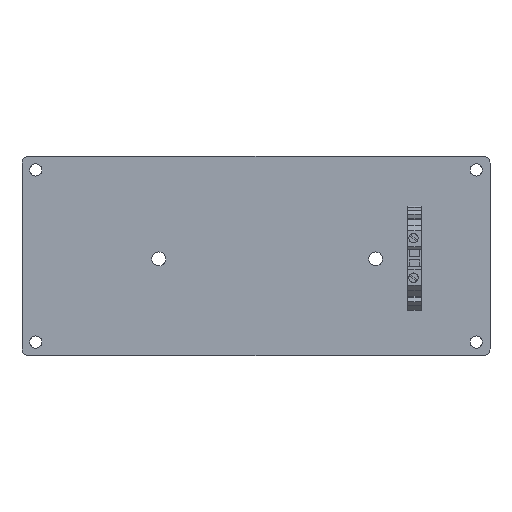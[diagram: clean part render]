
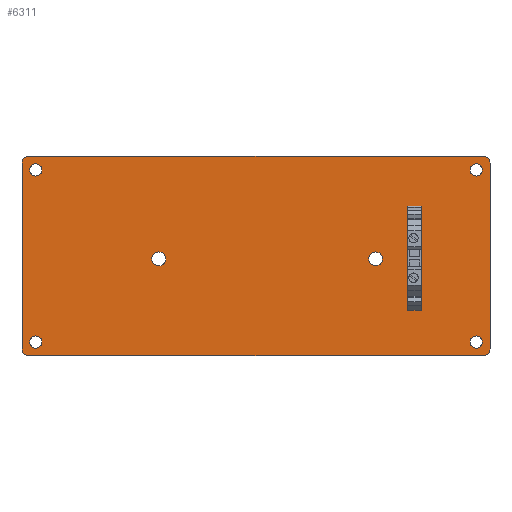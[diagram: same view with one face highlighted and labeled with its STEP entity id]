
A CAD part, top view. The second image highlights one B-rep face of the part: STEP entity #6311.
In plain terms, the highlighted planar face has unit normal (0, 0, 1).
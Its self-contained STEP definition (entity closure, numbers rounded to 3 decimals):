
#6170=CARTESIAN_POINT('',(234.95,17.463,-122.238));
#6171=DIRECTION('',(0.,0.,-1.));
#6172=DIRECTION('',(-1.,0.,0.));
#6173=AXIS2_PLACEMENT_3D('',#6170,#6171,#6172);
#6174=PLANE('',#6173);
#6175=CARTESIAN_POINT('',(225.79,23.813,-122.238));
#6176=VERTEX_POINT('',#6175);
#6177=CARTESIAN_POINT('',(228.6,23.813,-122.238));
#6178=DIRECTION('',(-0.,-0.,1.));
#6179=DIRECTION('',(-1.,0.,0.));
#6180=AXIS2_PLACEMENT_3D('',#6177,#6178,#6179);
#6181=CIRCLE('',#6180,2.81);
#6182=EDGE_CURVE('',#6176,#6176,#6181,.T.);
#6183=ORIENTED_EDGE('',*,*,#6182,.F.);
#6184=EDGE_LOOP('',(#6183));
#6185=FACE_BOUND('',#6184,.T.);
#6186=CARTESIAN_POINT('',(22.59,23.813,-122.238));
#6187=VERTEX_POINT('',#6186);
#6188=CARTESIAN_POINT('',(25.4,23.813,-122.238));
#6189=DIRECTION('',(-0.,-0.,1.));
#6190=DIRECTION('',(-1.,0.,0.));
#6191=AXIS2_PLACEMENT_3D('',#6188,#6189,#6190);
#6192=CIRCLE('',#6191,2.81);
#6193=EDGE_CURVE('',#6187,#6187,#6192,.T.);
#6194=ORIENTED_EDGE('',*,*,#6193,.F.);
#6195=EDGE_LOOP('',(#6194));
#6196=FACE_BOUND('',#6195,.T.);
#6197=CARTESIAN_POINT('',(225.79,103.188,-122.238));
#6198=VERTEX_POINT('',#6197);
#6199=CARTESIAN_POINT('',(228.6,103.188,-122.238));
#6200=DIRECTION('',(-0.,-0.,1.));
#6201=DIRECTION('',(-1.,0.,0.));
#6202=AXIS2_PLACEMENT_3D('',#6199,#6200,#6201);
#6203=CIRCLE('',#6202,2.81);
#6204=EDGE_CURVE('',#6198,#6198,#6203,.T.);
#6205=ORIENTED_EDGE('',*,*,#6204,.F.);
#6206=EDGE_LOOP('',(#6205));
#6207=FACE_BOUND('',#6206,.T.);
#6208=CARTESIAN_POINT('',(22.59,103.188,-122.238));
#6209=VERTEX_POINT('',#6208);
#6210=CARTESIAN_POINT('',(25.4,103.188,-122.238));
#6211=DIRECTION('',(-0.,-0.,1.));
#6212=DIRECTION('',(-1.,0.,0.));
#6213=AXIS2_PLACEMENT_3D('',#6210,#6211,#6212);
#6214=CIRCLE('',#6213,2.81);
#6215=EDGE_CURVE('',#6209,#6209,#6214,.T.);
#6216=ORIENTED_EDGE('',*,*,#6215,.F.);
#6217=EDGE_LOOP('',(#6216));
#6218=FACE_BOUND('',#6217,.T.);
#6219=CARTESIAN_POINT('',(19.05,20.638,-122.238));
#6220=VERTEX_POINT('',#6219);
#6221=CARTESIAN_POINT('',(19.05,106.363,-122.238));
#6222=VERTEX_POINT('',#6221);
#6223=CARTESIAN_POINT('',(19.05,20.638,-122.238));
#6224=DIRECTION('',(0.,1.,0.));
#6225=VECTOR('',#6224,85.725);
#6226=LINE('',#6223,#6225);
#6227=EDGE_CURVE('',#6220,#6222,#6226,.T.);
#6228=ORIENTED_EDGE('',*,*,#6227,.F.);
#6229=CARTESIAN_POINT('',(22.225,17.463,-122.238));
#6230=VERTEX_POINT('',#6229);
#6231=CARTESIAN_POINT('',(22.225,20.638,-122.238));
#6232=DIRECTION('',(0.,0.,-1.));
#6233=DIRECTION('',(-1.,0.,0.));
#6234=AXIS2_PLACEMENT_3D('',#6231,#6232,#6233);
#6235=CIRCLE('',#6234,3.175);
#6236=EDGE_CURVE('',#6230,#6220,#6235,.T.);
#6237=ORIENTED_EDGE('',*,*,#6236,.F.);
#6238=CARTESIAN_POINT('',(231.775,17.463,-122.238));
#6239=VERTEX_POINT('',#6238);
#6240=CARTESIAN_POINT('',(231.775,17.463,-122.238));
#6241=DIRECTION('',(-1.,0.,0.));
#6242=VECTOR('',#6241,209.55);
#6243=LINE('',#6240,#6242);
#6244=EDGE_CURVE('',#6239,#6230,#6243,.T.);
#6245=ORIENTED_EDGE('',*,*,#6244,.F.);
#6246=CARTESIAN_POINT('',(234.95,20.637,-122.238));
#6247=VERTEX_POINT('',#6246);
#6248=CARTESIAN_POINT('',(231.775,20.638,-122.238));
#6249=DIRECTION('',(0.,0.,-1.));
#6250=DIRECTION('',(-1.,0.,0.));
#6251=AXIS2_PLACEMENT_3D('',#6248,#6249,#6250);
#6252=CIRCLE('',#6251,3.175);
#6253=EDGE_CURVE('',#6247,#6239,#6252,.T.);
#6254=ORIENTED_EDGE('',*,*,#6253,.F.);
#6255=CARTESIAN_POINT('',(234.95,106.362,-122.238));
#6256=VERTEX_POINT('',#6255);
#6257=CARTESIAN_POINT('',(234.95,106.362,-122.238));
#6258=DIRECTION('',(0.,-1.,0.));
#6259=VECTOR('',#6258,85.725);
#6260=LINE('',#6257,#6259);
#6261=EDGE_CURVE('',#6256,#6247,#6260,.T.);
#6262=ORIENTED_EDGE('',*,*,#6261,.F.);
#6263=CARTESIAN_POINT('',(231.775,109.538,-122.238));
#6264=VERTEX_POINT('',#6263);
#6265=CARTESIAN_POINT('',(231.775,106.363,-122.238));
#6266=DIRECTION('',(0.,0.,-1.));
#6267=DIRECTION('',(-1.,0.,0.));
#6268=AXIS2_PLACEMENT_3D('',#6265,#6266,#6267);
#6269=CIRCLE('',#6268,3.175);
#6270=EDGE_CURVE('',#6264,#6256,#6269,.T.);
#6271=ORIENTED_EDGE('',*,*,#6270,.F.);
#6272=CARTESIAN_POINT('',(22.225,109.538,-122.238));
#6273=VERTEX_POINT('',#6272);
#6274=CARTESIAN_POINT('',(22.225,109.538,-122.238));
#6275=DIRECTION('',(1.,0.,-0.));
#6276=VECTOR('',#6275,209.55);
#6277=LINE('',#6274,#6276);
#6278=EDGE_CURVE('',#6273,#6264,#6277,.T.);
#6279=ORIENTED_EDGE('',*,*,#6278,.F.);
#6280=CARTESIAN_POINT('',(22.225,106.363,-122.238));
#6281=DIRECTION('',(0.,0.,-1.));
#6282=DIRECTION('',(-1.,0.,0.));
#6283=AXIS2_PLACEMENT_3D('',#6280,#6281,#6282);
#6284=CIRCLE('',#6283,3.175);
#6285=EDGE_CURVE('',#6222,#6273,#6284,.T.);
#6286=ORIENTED_EDGE('',*,*,#6285,.F.);
#6287=EDGE_LOOP('',(#6228,#6237,#6245,#6254,#6262,#6271,#6279,#6286));
#6288=FACE_BOUND('',#6287,.T.);
#6289=CARTESIAN_POINT('',(85.347,62.174,-122.238));
#6290=VERTEX_POINT('',#6289);
#6291=CARTESIAN_POINT('',(82.147,62.174,-122.238));
#6292=DIRECTION('',(0.,0.,1.));
#6293=DIRECTION('',(1.,0.,-0.));
#6294=AXIS2_PLACEMENT_3D('',#6291,#6292,#6293);
#6295=CIRCLE('',#6294,3.2);
#6296=EDGE_CURVE('',#6290,#6290,#6295,.T.);
#6297=ORIENTED_EDGE('',*,*,#6296,.F.);
#6298=EDGE_LOOP('',(#6297));
#6299=FACE_BOUND('',#6298,.T.);
#6300=CARTESIAN_POINT('',(185.36,62.174,-122.238));
#6301=VERTEX_POINT('',#6300);
#6302=CARTESIAN_POINT('',(182.159,62.174,-122.238));
#6303=DIRECTION('',(0.,0.,1.));
#6304=DIRECTION('',(1.,0.,-0.));
#6305=AXIS2_PLACEMENT_3D('',#6302,#6303,#6304);
#6306=CIRCLE('',#6305,3.2);
#6307=EDGE_CURVE('',#6301,#6301,#6306,.T.);
#6308=ORIENTED_EDGE('',*,*,#6307,.F.);
#6309=EDGE_LOOP('',(#6308));
#6310=FACE_BOUND('',#6309,.T.);
#6311=ADVANCED_FACE('',(#6185,#6196,#6207,#6218,#6288,#6299,#6310),#6174,.F.);
